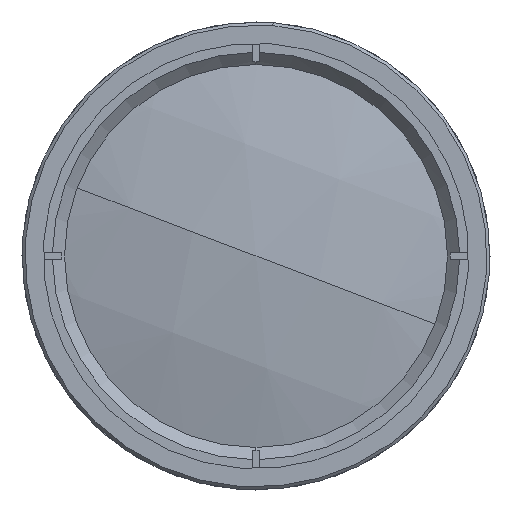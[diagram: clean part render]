
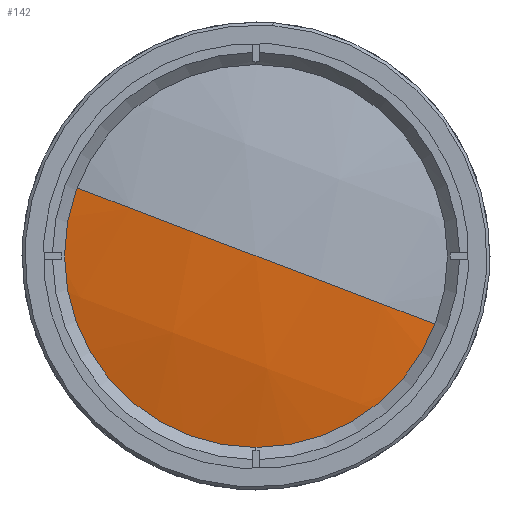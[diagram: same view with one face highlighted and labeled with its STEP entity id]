
A CAD part, left-side view. The second image highlights one B-rep face of the part: STEP entity #142.
In plain terms, the highlighted spherical face has radius 126.51 mm.
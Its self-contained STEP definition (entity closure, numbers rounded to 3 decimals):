
#142 = ADVANCED_FACE ( 'NONE', ( #2481 ), #1292, .T. ) ;
#216 = VERTEX_POINT ( 'NONE', #934 ) ;
#393 = AXIS2_PLACEMENT_3D ( 'NONE', #2494, #1062, #2718 ) ;
#667 = VERTEX_POINT ( 'NONE', #1390 ) ;
#803 = CARTESIAN_POINT ( 'NONE',  ( 87.982, 0., 0. ) ) ;
#934 = CARTESIAN_POINT ( 'NONE',  ( -34.148, 30.844, 11.732 ) ) ;
#1007 = DIRECTION ( 'NONE',  ( -1., 0., 0. ) ) ;
#1044 = DIRECTION ( 'NONE',  ( 0., 0.935, 0.356 ) ) ;
#1062 = DIRECTION ( 'NONE',  ( 0., -0.356, 0.935 ) ) ;
#1270 = EDGE_LOOP ( 'NONE', ( #1443, #1533, #2272 ) ) ;
#1292 = SPHERICAL_SURFACE ( 'NONE', #1854, 126.51 ) ;
#1390 = CARTESIAN_POINT ( 'NONE',  ( -34.148, -30.844, -11.732 ) ) ;
#1443 = ORIENTED_EDGE ( 'NONE', *, *, #2956, .T. ) ;
#1466 = DIRECTION ( 'NONE',  ( 0., 0.356, -0.935 ) ) ;
#1533 = ORIENTED_EDGE ( 'NONE', *, *, #2720, .T. ) ;
#1776 = AXIS2_PLACEMENT_3D ( 'NONE', #803, #2472, #1044 ) ;
#1786 = CIRCLE ( 'NONE', #1776, 126.51 ) ;
#1854 = AXIS2_PLACEMENT_3D ( 'NONE', #2122, #1466, #2070 ) ;
#1895 = CARTESIAN_POINT ( 'NONE',  ( -38.528, 0., 0. ) ) ;
#2070 = DIRECTION ( 'NONE',  ( 0., 0.935, 0.356 ) ) ;
#2089 = VERTEX_POINT ( 'NONE', #1895 ) ;
#2122 = CARTESIAN_POINT ( 'NONE',  ( 87.982, 0., 0. ) ) ;
#2272 = ORIENTED_EDGE ( 'NONE', *, *, #3071, .F. ) ;
#2364 = CIRCLE ( 'NONE', #393, 126.51 ) ;
#2397 = AXIS2_PLACEMENT_3D ( 'NONE', #2428, #1007, #2655 ) ;
#2428 = CARTESIAN_POINT ( 'NONE',  ( -34.148, 0., 0. ) ) ;
#2447 = CIRCLE ( 'NONE', #2397, 33. ) ;
#2472 = DIRECTION ( 'NONE',  ( 0., 0.356, -0.935 ) ) ;
#2481 = FACE_OUTER_BOUND ( 'NONE', #1270, .T. ) ;
#2494 = CARTESIAN_POINT ( 'NONE',  ( 87.982, 0., 0. ) ) ;
#2655 = DIRECTION ( 'NONE',  ( 0., -0.356, 0.935 ) ) ;
#2718 = DIRECTION ( 'NONE',  ( 0., -0.935, -0.356 ) ) ;
#2720 = EDGE_CURVE ( 'NONE', #667, #2089, #1786, .T. ) ;
#2956 = EDGE_CURVE ( 'NONE', #216, #667, #2447, .T. ) ;
#3071 = EDGE_CURVE ( 'NONE', #216, #2089, #2364, .T. ) ;
